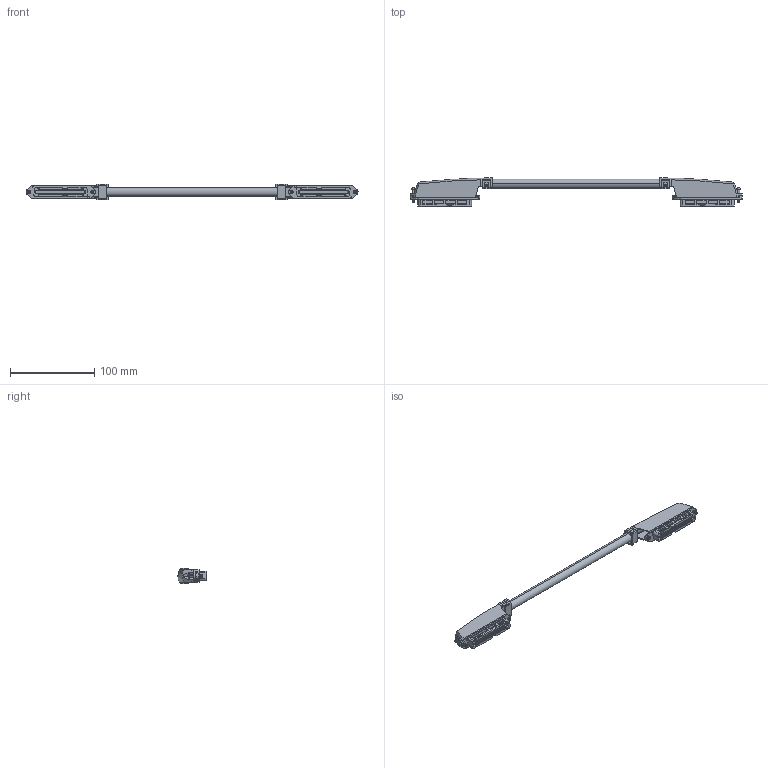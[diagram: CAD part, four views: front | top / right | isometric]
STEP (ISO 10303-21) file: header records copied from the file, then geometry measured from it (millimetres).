
FILE_DESCRIPTION (( 'STEP AP203' ), '1' );
FILE_NAME ('TDC350FF.STEP', '2013-08-27T15:03:17', ( 'x' ), ( '' ), 'SwSTEP 2.0', 'SolidWorks 2012', '' );
FILE_SCHEMA (( 'CONFIG_CONTROL_DESIGN' ));
Length unit declared in the file: inch
Products named in the file (9): TDC350FF; 1AA01-050; 1AA01-050-MA4; 1AA01-050-MA5___; 1AA01-050-MA3___; 1AA01-050-MA2___; 1AA01-050-MA1; TDC350FF-MA3
Assembly tree (58 placements, depth 4):
  TDC350FF
    TDC350FF-MA3
    1AA01-050  x2
      1AA01-050-MA1
      1AA01-050-MA2___
      1AA01-050-MA3___
      1AA01-050-MA4
        1AA01-050-MA4
        1AA01-050-MA5___  x50
Bounding box: 393.8 x 33.45 x 18.5 mm (x, y, z)
Volume: 48217.1 mm3; surface area: 55390.1 mm2
Topology: 109 solids, 109 shells, 8462 faces, 24230 edges, 15624 vertices
Faces by surface type: plane 5618, cylinder 2640, bspline 158, cone 26, torus 14, sphere 6
Entity records: 54410 total; most frequent: CARTESIAN_POINT 14520, ORIENTED_EDGE 8456, DIRECTION 6992, EDGE_CURVE 4228, VECTOR 3652, LINE 3652, VERTEX_POINT 2767, AXIS2_PLACEMENT_3D 1670
